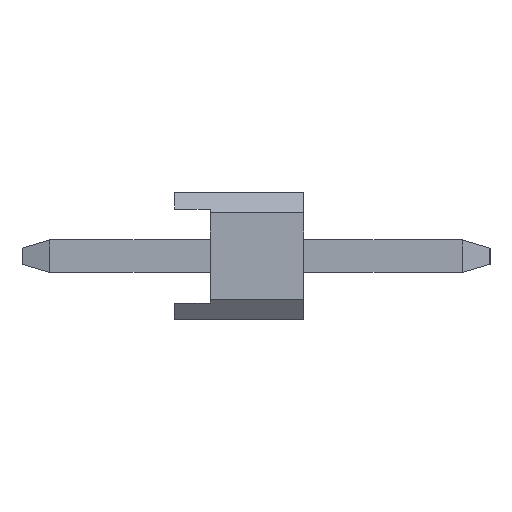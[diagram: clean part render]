
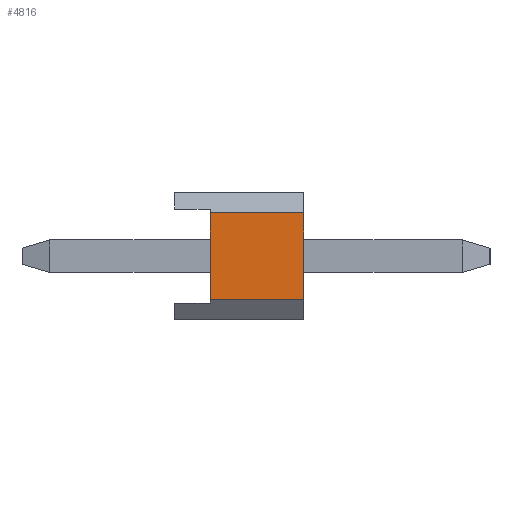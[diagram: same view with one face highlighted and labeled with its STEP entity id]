
A CAD part, left-side view. The second image highlights one B-rep face of the part: STEP entity #4816.
In plain terms, the highlighted planar face has unit normal (-1, 0, 0).
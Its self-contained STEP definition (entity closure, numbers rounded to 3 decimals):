
#3156=VERTEX_POINT('',#8177);
#3470=EDGE_CURVE('',#4958,#3156,#8518,.T.);
#4816=ADVANCED_FACE('',(#9997),#9998,.T.);
#4958=VERTEX_POINT('',#10151);
#5904=EDGE_CURVE('',#6544,#6028,#11197,.T.);
#6028=VERTEX_POINT('',#11332);
#6544=VERTEX_POINT('',#11897);
#6680=EDGE_CURVE('',#6544,#3156,#12045,.T.);
#7318=EDGE_CURVE('',#6028,#4958,#12749,.T.);
#8177=CARTESIAN_POINT('',(-20.22,-2.54,0.851));
#8518=LINE('',#14416,#14417);
#9997=FACE_OUTER_BOUND('',#16552,.T.);
#9998=PLANE('',#16553);
#10151=CARTESIAN_POINT('',(-20.22,-2.54,-0.851));
#11197=LINE('',#18291,#18292);
#11332=CARTESIAN_POINT('',(-20.22,-0.7,-0.851));
#11897=CARTESIAN_POINT('',(-20.22,-0.7,0.851));
#12045=LINE('',#19533,#19534);
#12749=LINE('',#20563,#20564);
#14416=CARTESIAN_POINT('',(-20.22,-2.54,0.851));
#14417=VECTOR('',#21975,1.0);
#16552=EDGE_LOOP('',(#23401,#23402,#23403,#23404));
#16553=AXIS2_PLACEMENT_3D('',#23405,#23406,#23407);
#18291=CARTESIAN_POINT('',(-20.22,-0.7,-0.426));
#18292=VECTOR('',#24641,1.0);
#19533=CARTESIAN_POINT('',(-20.22,0.,0.851));
#19534=VECTOR('',#25434,1.0);
#20563=CARTESIAN_POINT('',(-20.22,0.,-0.851));
#20564=VECTOR('',#26155,1.0);
#21975=DIRECTION('',(0.0,0.,1.0));
#23401=ORIENTED_EDGE('',*,*,#5904,.T.);
#23402=ORIENTED_EDGE('',*,*,#7318,.T.);
#23403=ORIENTED_EDGE('',*,*,#3470,.T.);
#23404=ORIENTED_EDGE('',*,*,#6680,.F.);
#23405=CARTESIAN_POINT('',(-20.22,0.,-0.851));
#23406=DIRECTION('',(-1.0,0.0,0.0));
#23407=DIRECTION('',(0.0,0.,-1.0));
#24641=DIRECTION('',(0.0,0.,-1.0));
#25434=DIRECTION('',(0.0,-1.0,0.));
#26155=DIRECTION('',(0.0,-1.0,0.));
